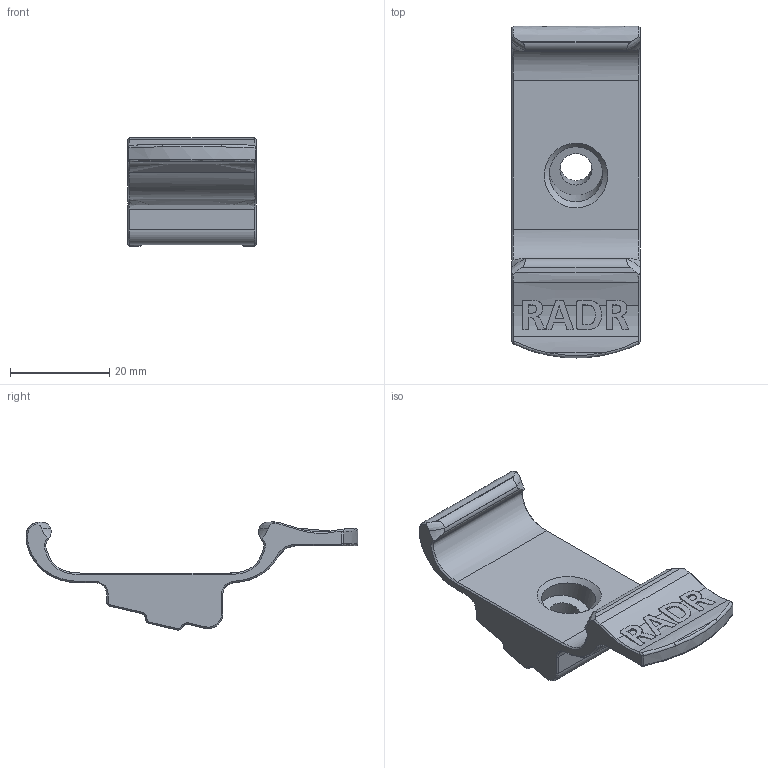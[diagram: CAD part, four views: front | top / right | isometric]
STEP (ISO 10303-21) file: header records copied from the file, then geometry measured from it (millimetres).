
FILE_DESCRIPTION(/* description */ (''),/* implementation_level */ '2;1');
FILE_NAME(/* name */ 'OSSM Remote Clip - Extrusion Bottom Release (M6x12).step',/* time_stamp */ '2025-12-03T23:46:20-05:00',/* author */ (''),/* organization */ (''),/* preprocessor_version */ 'ST-DEVELOPER v20.1',/* originating_system */ 'Autodesk Translation Framework v14.21.0.0',/* authorisation */ '');
FILE_SCHEMA (('AUTOMOTIVE_DESIGN { 1 0 10303 214 3 1 1 }'));
Length unit declared in the file: millimetre
Products named in the file (3): Clip Mount - Extrusion; Extrusion Bottom Release (M6x12); RADR Branding
Assembly tree (2 placements, depth 3):
  Clip Mount - Extrusion
    Extrusion Bottom Release (M6x12)
      RADR Branding
Bounding box: 26 x 67.03 x 21.83 mm (x, y, z)
Volume: 9297 mm3; surface area: 5605.3 mm2
Topology: 5 solids, 5 shells, 304 faces, 821 edges, 528 vertices
Faces by surface type: bspline 199, plane 75, cylinder 14, cone 14, torus 2
Full cylindrical faces by diameter (mm): 6.5 x1, 10.8 x1
Entity records: 12964 total; most frequent: CARTESIAN_POINT 6600, ORIENTED_EDGE 1642, EDGE_CURVE 821, DIRECTION 682, VERTEX_POINT 528, B_SPLINE_CURVE_WITH_KNOTS 403, LINE 372, VECTOR 372
